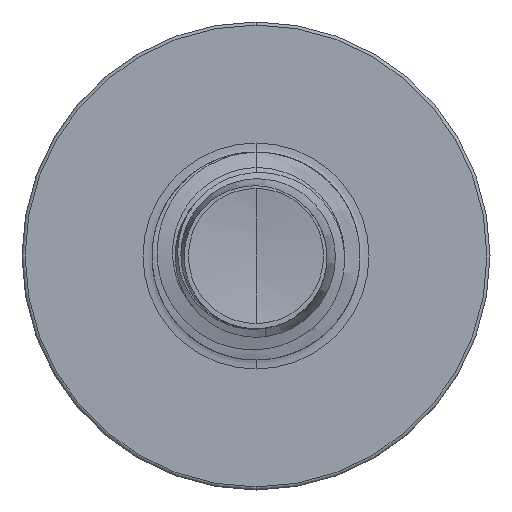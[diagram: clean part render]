
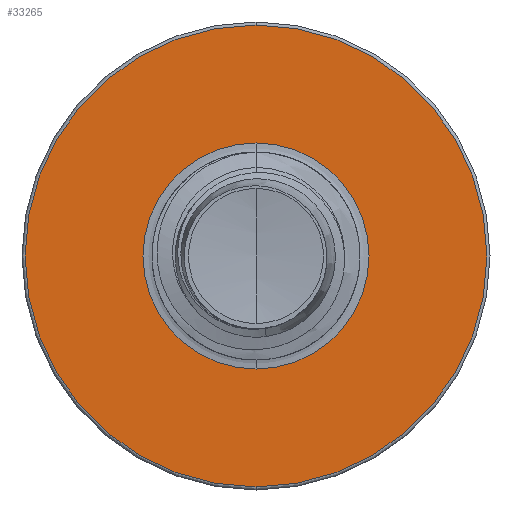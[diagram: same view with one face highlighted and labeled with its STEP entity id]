
A CAD part, front view. The second image highlights one B-rep face of the part: STEP entity #33265.
In plain terms, the highlighted planar face has unit normal (0, -1, 0).
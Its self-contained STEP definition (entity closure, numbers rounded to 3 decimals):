
#1124 = CARTESIAN_POINT ( 'NONE',  ( 0., 22.5, 0. ) ) ;
#2936 = ORIENTED_EDGE ( 'NONE', *, *, #5943, .T. ) ;
#3452 = VERTEX_POINT ( 'NONE', #10929 ) ;
#4754 = DIRECTION ( 'NONE',  ( 0., 0., 1. ) ) ;
#4951 = CARTESIAN_POINT ( 'NONE',  ( 0., 22.5, 0. ) ) ;
#5154 = EDGE_CURVE ( 'NONE', #11799, #11117, #8238, .T. ) ;
#5943 = EDGE_CURVE ( 'NONE', #3452, #30213, #15360, .T. ) ;
#6309 = DIRECTION ( 'NONE',  ( 0., 1., 0. ) ) ;
#7580 = DIRECTION ( 'NONE',  ( 0., 0., 1. ) ) ;
#7638 = DIRECTION ( 'NONE',  ( 0., 1., 0. ) ) ;
#7686 = CARTESIAN_POINT ( 'NONE',  ( 0., 22.5, 0. ) ) ;
#8238 = CIRCLE ( 'NONE', #9282, 4.44 ) ;
#9282 = AXIS2_PLACEMENT_3D ( 'NONE', #4951, #6309, #36972 ) ;
#10929 = CARTESIAN_POINT ( 'NONE',  ( 0., 22.5, -2.174 ) ) ;
#11117 = VERTEX_POINT ( 'NONE', #17448 ) ;
#11799 = VERTEX_POINT ( 'NONE', #14963 ) ;
#11965 = DIRECTION ( 'NONE',  ( 0., 1., 0. ) ) ;
#11988 = FACE_BOUND ( 'NONE', #15478, .T. ) ;
#13777 = DIRECTION ( 'NONE',  ( 0., 1., 0. ) ) ;
#14963 = CARTESIAN_POINT ( 'NONE',  ( 0., 22.5, 4.44 ) ) ;
#15360 = CIRCLE ( 'NONE', #32505, 2.174 ) ;
#15478 = EDGE_LOOP ( 'NONE', ( #37350, #2936 ) ) ;
#17448 = CARTESIAN_POINT ( 'NONE',  ( 0., 22.5, -4.44 ) ) ;
#17944 = CIRCLE ( 'NONE', #30854, 4.44 ) ;
#18825 = CARTESIAN_POINT ( 'NONE',  ( 0., 22.5, 2.174 ) ) ;
#18863 = CIRCLE ( 'NONE', #27596, 2.174 ) ;
#23206 = DIRECTION ( 'NONE',  ( 0., 0., 1. ) ) ;
#23924 = AXIS2_PLACEMENT_3D ( 'NONE', #33070, #13777, #23206 ) ;
#24402 = DIRECTION ( 'NONE',  ( 0., 1., 0. ) ) ;
#27596 = AXIS2_PLACEMENT_3D ( 'NONE', #1124, #24402, #4754 ) ;
#28463 = ORIENTED_EDGE ( 'NONE', *, *, #5154, .F. ) ;
#28873 = EDGE_LOOP ( 'NONE', ( #28463, #29948 ) ) ;
#28970 = EDGE_CURVE ( 'NONE', #30213, #3452, #18863, .T. ) ;
#28974 = EDGE_CURVE ( 'NONE', #11117, #11799, #17944, .T. ) ;
#29508 = CARTESIAN_POINT ( 'NONE',  ( 0., 22.5, 0. ) ) ;
#29948 = ORIENTED_EDGE ( 'NONE', *, *, #28974, .F. ) ;
#30213 = VERTEX_POINT ( 'NONE', #18825 ) ;
#30854 = AXIS2_PLACEMENT_3D ( 'NONE', #29508, #11965, #31821 ) ;
#31821 = DIRECTION ( 'NONE',  ( 0., 0., 1. ) ) ;
#32505 = AXIS2_PLACEMENT_3D ( 'NONE', #7686, #7638, #7580 ) ;
#33070 = CARTESIAN_POINT ( 'NONE',  ( 0., 22.5, -2.174 ) ) ;
#33265 = ADVANCED_FACE ( 'NONE', ( #34164, #11988 ), #38518, .F. ) ;
#34164 = FACE_OUTER_BOUND ( 'NONE', #28873, .T. ) ;
#36972 = DIRECTION ( 'NONE',  ( 0., 0., 1. ) ) ;
#37350 = ORIENTED_EDGE ( 'NONE', *, *, #28970, .T. ) ;
#38518 = PLANE ( 'NONE',  #23924 ) ;
